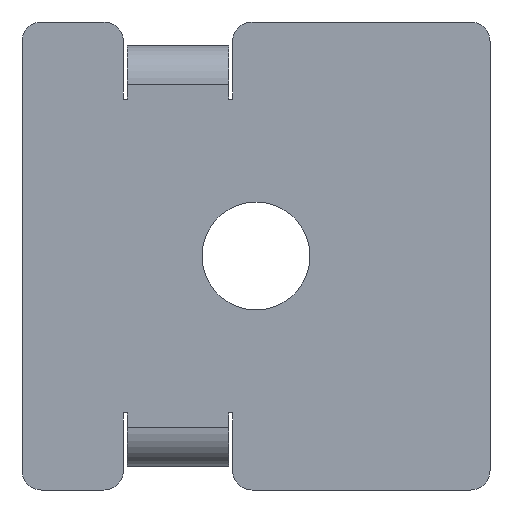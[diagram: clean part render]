
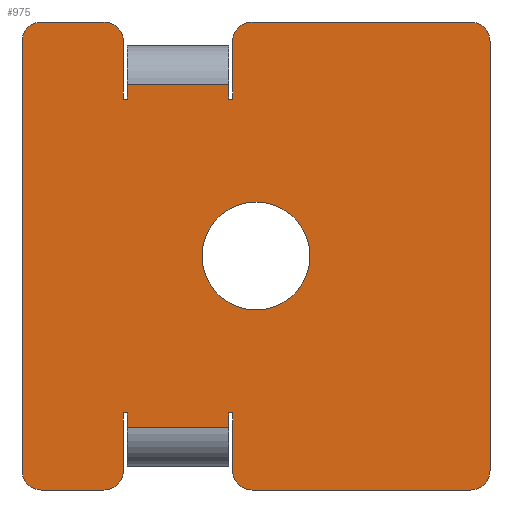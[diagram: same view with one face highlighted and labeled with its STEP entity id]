
A CAD part, left-side view. The second image highlights one B-rep face of the part: STEP entity #975.
In plain terms, the highlighted planar face has unit normal (-1, 0, 0).
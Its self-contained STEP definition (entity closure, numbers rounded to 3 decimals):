
#16=FACE_BOUND('',#117,.T.);
#28=PLANE('',#1066);
#60=FACE_OUTER_BOUND('',#116,.T.);
#116=EDGE_LOOP('',(#699,#700,#701,#702,#703,#704,#705,#706,#707,#708,#709,
#710,#711,#712,#713,#714,#715,#716,#717,#718,#719,#720,#721,#722,#723,#724,
#725,#726));
#117=EDGE_LOOP('',(#727));
#179=LINE('',#1479,#272);
#197=LINE('',#1544,#290);
#199=LINE('',#1550,#292);
#200=LINE('',#1553,#293);
#201=LINE('',#1557,#294);
#202=LINE('',#1559,#295);
#203=LINE('',#1561,#296);
#204=LINE('',#1565,#297);
#205=LINE('',#1569,#298);
#206=LINE('',#1573,#299);
#207=LINE('',#1577,#300);
#208=LINE('',#1581,#301);
#209=LINE('',#1585,#302);
#210=LINE('',#1587,#303);
#211=LINE('',#1589,#304);
#212=LINE('',#1592,#305);
#272=VECTOR('',#1167,10.);
#290=VECTOR('',#1219,10.);
#292=VECTOR('',#1225,10.);
#293=VECTOR('',#1228,10.);
#294=VECTOR('',#1231,10.);
#295=VECTOR('',#1232,10.);
#296=VECTOR('',#1233,10.);
#297=VECTOR('',#1236,10.);
#298=VECTOR('',#1239,10.);
#299=VECTOR('',#1242,10.);
#300=VECTOR('',#1245,10.);
#301=VECTOR('',#1248,10.);
#302=VECTOR('',#1251,10.);
#303=VECTOR('',#1252,10.);
#304=VECTOR('',#1253,10.);
#305=VECTOR('',#1256,10.);
#362=CIRCLE('',#1047,2.5);
#376=CIRCLE('',#1064,2.5);
#377=CIRCLE('',#1067,2.5);
#378=CIRCLE('',#1068,2.5);
#379=CIRCLE('',#1069,0.25);
#380=CIRCLE('',#1070,0.25);
#381=CIRCLE('',#1071,2.5);
#382=CIRCLE('',#1072,2.5);
#383=CIRCLE('',#1073,2.5);
#384=CIRCLE('',#1074,2.5);
#385=CIRCLE('',#1075,0.25);
#386=CIRCLE('',#1076,0.25);
#387=CIRCLE('',#1077,6.918);
#416=VERTEX_POINT('',#1469);
#417=VERTEX_POINT('',#1471);
#419=VERTEX_POINT('',#1477);
#447=VERTEX_POINT('',#1537);
#448=VERTEX_POINT('',#1538);
#449=VERTEX_POINT('',#1543);
#450=VERTEX_POINT('',#1547);
#451=VERTEX_POINT('',#1549);
#452=VERTEX_POINT('',#1552);
#453=VERTEX_POINT('',#1554);
#454=VERTEX_POINT('',#1556);
#455=VERTEX_POINT('',#1558);
#456=VERTEX_POINT('',#1560);
#457=VERTEX_POINT('',#1562);
#458=VERTEX_POINT('',#1564);
#459=VERTEX_POINT('',#1566);
#460=VERTEX_POINT('',#1568);
#461=VERTEX_POINT('',#1570);
#462=VERTEX_POINT('',#1572);
#463=VERTEX_POINT('',#1574);
#464=VERTEX_POINT('',#1576);
#465=VERTEX_POINT('',#1578);
#466=VERTEX_POINT('',#1580);
#467=VERTEX_POINT('',#1582);
#468=VERTEX_POINT('',#1584);
#469=VERTEX_POINT('',#1586);
#470=VERTEX_POINT('',#1588);
#471=VERTEX_POINT('',#1590);
#472=VERTEX_POINT('',#1593);
#509=EDGE_CURVE('',#416,#417,#362,.T.);
#513=EDGE_CURVE('',#419,#416,#179,.T.);
#542=EDGE_CURVE('',#447,#448,#376,.T.);
#545=EDGE_CURVE('',#448,#449,#197,.T.);
#547=EDGE_CURVE('',#450,#419,#377,.T.);
#548=EDGE_CURVE('',#451,#450,#199,.T.);
#549=EDGE_CURVE('',#449,#451,#378,.T.);
#550=EDGE_CURVE('',#447,#452,#200,.T.);
#551=EDGE_CURVE('',#452,#453,#379,.T.);
#552=EDGE_CURVE('',#453,#454,#201,.T.);
#553=EDGE_CURVE('',#454,#455,#202,.T.);
#554=EDGE_CURVE('',#455,#456,#203,.T.);
#555=EDGE_CURVE('',#456,#457,#380,.T.);
#556=EDGE_CURVE('',#457,#458,#204,.T.);
#557=EDGE_CURVE('',#459,#458,#381,.T.);
#558=EDGE_CURVE('',#460,#459,#205,.T.);
#559=EDGE_CURVE('',#461,#460,#382,.T.);
#560=EDGE_CURVE('',#462,#461,#206,.T.);
#561=EDGE_CURVE('',#463,#462,#383,.T.);
#562=EDGE_CURVE('',#464,#463,#207,.T.);
#563=EDGE_CURVE('',#465,#464,#384,.T.);
#564=EDGE_CURVE('',#465,#466,#208,.T.);
#565=EDGE_CURVE('',#466,#467,#385,.T.);
#566=EDGE_CURVE('',#467,#468,#209,.T.);
#567=EDGE_CURVE('',#468,#469,#210,.T.);
#568=EDGE_CURVE('',#469,#470,#211,.T.);
#569=EDGE_CURVE('',#470,#471,#386,.T.);
#570=EDGE_CURVE('',#471,#417,#212,.T.);
#571=EDGE_CURVE('',#472,#472,#387,.T.);
#699=ORIENTED_EDGE('',*,*,#509,.F.);
#700=ORIENTED_EDGE('',*,*,#513,.F.);
#701=ORIENTED_EDGE('',*,*,#547,.F.);
#702=ORIENTED_EDGE('',*,*,#548,.F.);
#703=ORIENTED_EDGE('',*,*,#549,.F.);
#704=ORIENTED_EDGE('',*,*,#545,.F.);
#705=ORIENTED_EDGE('',*,*,#542,.F.);
#706=ORIENTED_EDGE('',*,*,#550,.T.);
#707=ORIENTED_EDGE('',*,*,#551,.T.);
#708=ORIENTED_EDGE('',*,*,#552,.T.);
#709=ORIENTED_EDGE('',*,*,#553,.T.);
#710=ORIENTED_EDGE('',*,*,#554,.T.);
#711=ORIENTED_EDGE('',*,*,#555,.T.);
#712=ORIENTED_EDGE('',*,*,#556,.T.);
#713=ORIENTED_EDGE('',*,*,#557,.F.);
#714=ORIENTED_EDGE('',*,*,#558,.F.);
#715=ORIENTED_EDGE('',*,*,#559,.F.);
#716=ORIENTED_EDGE('',*,*,#560,.F.);
#717=ORIENTED_EDGE('',*,*,#561,.F.);
#718=ORIENTED_EDGE('',*,*,#562,.F.);
#719=ORIENTED_EDGE('',*,*,#563,.F.);
#720=ORIENTED_EDGE('',*,*,#564,.T.);
#721=ORIENTED_EDGE('',*,*,#565,.T.);
#722=ORIENTED_EDGE('',*,*,#566,.T.);
#723=ORIENTED_EDGE('',*,*,#567,.T.);
#724=ORIENTED_EDGE('',*,*,#568,.T.);
#725=ORIENTED_EDGE('',*,*,#569,.T.);
#726=ORIENTED_EDGE('',*,*,#570,.T.);
#727=ORIENTED_EDGE('',*,*,#571,.T.);
#975=ADVANCED_FACE('',(#60,#16),#28,.F.);
#1047=AXIS2_PLACEMENT_3D('',#1472,#1160,#1161);
#1064=AXIS2_PLACEMENT_3D('',#1539,#1213,#1214);
#1066=AXIS2_PLACEMENT_3D('',#1546,#1221,#1222);
#1067=AXIS2_PLACEMENT_3D('',#1548,#1223,#1224);
#1068=AXIS2_PLACEMENT_3D('',#1551,#1226,#1227);
#1069=AXIS2_PLACEMENT_3D('',#1555,#1229,#1230);
#1070=AXIS2_PLACEMENT_3D('',#1563,#1234,#1235);
#1071=AXIS2_PLACEMENT_3D('',#1567,#1237,#1238);
#1072=AXIS2_PLACEMENT_3D('',#1571,#1240,#1241);
#1073=AXIS2_PLACEMENT_3D('',#1575,#1243,#1244);
#1074=AXIS2_PLACEMENT_3D('',#1579,#1246,#1247);
#1075=AXIS2_PLACEMENT_3D('',#1583,#1249,#1250);
#1076=AXIS2_PLACEMENT_3D('',#1591,#1254,#1255);
#1077=AXIS2_PLACEMENT_3D('',#1594,#1257,#1258);
#1160=DIRECTION('center_axis',(1.,0.,0.));
#1161=DIRECTION('ref_axis',(0.,-0.707,0.707));
#1167=DIRECTION('',(0.,-1.,0.));
#1213=DIRECTION('center_axis',(1.,0.,0.));
#1214=DIRECTION('ref_axis',(0.,-0.707,-0.707));
#1219=DIRECTION('',(0.,1.,0.));
#1221=DIRECTION('center_axis',(1.,0.,0.));
#1222=DIRECTION('ref_axis',(0.,0.,-1.));
#1223=DIRECTION('center_axis',(1.,0.,0.));
#1224=DIRECTION('ref_axis',(0.,0.707,0.707));
#1225=DIRECTION('',(0.,0.,1.));
#1226=DIRECTION('center_axis',(1.,0.,0.));
#1227=DIRECTION('ref_axis',(0.,0.707,-0.707));
#1228=DIRECTION('',(0.,0.,1.));
#1229=DIRECTION('center_axis',(1.,0.,0.));
#1230=DIRECTION('ref_axis',(0.,-1.,0.));
#1231=DIRECTION('',(0.,0.,-1.));
#1232=DIRECTION('',(0.,-1.,0.));
#1233=DIRECTION('',(0.,0.,1.));
#1234=DIRECTION('center_axis',(1.,0.,0.));
#1235=DIRECTION('ref_axis',(0.,1.,0.));
#1236=DIRECTION('',(0.,0.,-1.));
#1237=DIRECTION('center_axis',(1.,0.,0.));
#1238=DIRECTION('ref_axis',(0.,0.707,-0.707));
#1239=DIRECTION('',(0.,1.,0.));
#1240=DIRECTION('center_axis',(1.,0.,0.));
#1241=DIRECTION('ref_axis',(0.,-0.707,-0.707));
#1242=DIRECTION('',(0.,0.,-1.));
#1243=DIRECTION('center_axis',(1.,0.,0.));
#1244=DIRECTION('ref_axis',(0.,-0.707,0.707));
#1245=DIRECTION('',(0.,-1.,0.));
#1246=DIRECTION('center_axis',(1.,0.,0.));
#1247=DIRECTION('ref_axis',(0.,0.707,0.707));
#1248=DIRECTION('',(0.,0.,-1.));
#1249=DIRECTION('center_axis',(1.,0.,0.));
#1250=DIRECTION('ref_axis',(0.,1.,0.));
#1251=DIRECTION('',(0.,0.,1.));
#1252=DIRECTION('',(0.,1.,0.));
#1253=DIRECTION('',(0.,0.,-1.));
#1254=DIRECTION('center_axis',(1.,0.,0.));
#1255=DIRECTION('ref_axis',(0.,-1.,0.));
#1256=DIRECTION('',(0.,0.,1.));
#1257=DIRECTION('center_axis',(1.,0.,0.));
#1258=DIRECTION('ref_axis',(0.,0.,-1.));
#1469=CARTESIAN_POINT('',(0.,19.5,30.));
#1471=CARTESIAN_POINT('',(0.,17.,27.5));
#1472=CARTESIAN_POINT('Origin',(0.,19.5,27.5));
#1477=CARTESIAN_POINT('',(0.,27.5,30.));
#1479=CARTESIAN_POINT('',(0.,30.,30.));
#1537=CARTESIAN_POINT('',(0.,17.,-27.5));
#1538=CARTESIAN_POINT('',(0.,19.5,-30.));
#1539=CARTESIAN_POINT('Origin',(0.,19.5,-27.5));
#1543=CARTESIAN_POINT('',(0.,27.5,-30.));
#1544=CARTESIAN_POINT('',(0.,-30.,-30.));
#1546=CARTESIAN_POINT('Origin',(0.,0.,0.));
#1547=CARTESIAN_POINT('',(0.,30.,27.5));
#1548=CARTESIAN_POINT('Origin',(0.,27.5,27.5));
#1549=CARTESIAN_POINT('',(0.,30.,-27.5));
#1550=CARTESIAN_POINT('',(0.,30.,-30.));
#1551=CARTESIAN_POINT('Origin',(0.,27.5,-27.5));
#1552=CARTESIAN_POINT('',(0.,17.,-20.25));
#1553=CARTESIAN_POINT('',(0.,17.,-11.));
#1554=CARTESIAN_POINT('',(0.,16.5,-20.25));
#1555=CARTESIAN_POINT('Origin',(0.,16.75,-20.25));
#1556=CARTESIAN_POINT('',(0.,16.5,-22.));
#1557=CARTESIAN_POINT('',(0.,16.5,-10.125));
#1558=CARTESIAN_POINT('',(0.,3.5,-22.));
#1559=CARTESIAN_POINT('',(0.,8.5,-22.));
#1560=CARTESIAN_POINT('',(0.,3.5,-20.25));
#1561=CARTESIAN_POINT('',(0.,3.5,-11.));
#1562=CARTESIAN_POINT('',(0.,3.,-20.25));
#1563=CARTESIAN_POINT('Origin',(0.,3.25,-20.25));
#1564=CARTESIAN_POINT('',(0.,3.,-27.5));
#1565=CARTESIAN_POINT('',(0.,3.,-11.));
#1566=CARTESIAN_POINT('',(0.,0.5,-30.));
#1567=CARTESIAN_POINT('Origin',(0.,0.5,-27.5));
#1568=CARTESIAN_POINT('',(0.,-27.5,-30.));
#1569=CARTESIAN_POINT('',(0.,-30.,-30.));
#1570=CARTESIAN_POINT('',(0.,-30.,-27.5));
#1571=CARTESIAN_POINT('Origin',(0.,-27.5,-27.5));
#1572=CARTESIAN_POINT('',(0.,-30.,27.5));
#1573=CARTESIAN_POINT('',(0.,-30.,30.));
#1574=CARTESIAN_POINT('',(0.,-27.5,30.));
#1575=CARTESIAN_POINT('Origin',(0.,-27.5,27.5));
#1576=CARTESIAN_POINT('',(0.,0.5,30.));
#1577=CARTESIAN_POINT('',(0.,30.,30.));
#1578=CARTESIAN_POINT('',(0.,3.,27.5));
#1579=CARTESIAN_POINT('Origin',(0.,0.5,27.5));
#1580=CARTESIAN_POINT('',(0.,3.,20.25));
#1581=CARTESIAN_POINT('',(0.,3.,11.));
#1582=CARTESIAN_POINT('',(0.,3.5,20.25));
#1583=CARTESIAN_POINT('Origin',(0.,3.25,20.25));
#1584=CARTESIAN_POINT('',(0.,3.5,22.));
#1585=CARTESIAN_POINT('',(0.,3.5,10.125));
#1586=CARTESIAN_POINT('',(0.,16.5,22.));
#1587=CARTESIAN_POINT('',(0.,1.5,22.));
#1588=CARTESIAN_POINT('',(0.,16.5,20.25));
#1589=CARTESIAN_POINT('',(0.,16.5,11.));
#1590=CARTESIAN_POINT('',(0.,17.,20.25));
#1591=CARTESIAN_POINT('Origin',(0.,16.75,20.25));
#1592=CARTESIAN_POINT('',(0.,17.,11.));
#1593=CARTESIAN_POINT('',(0.,0.,6.918));
#1594=CARTESIAN_POINT('Origin',(0.,0.,0.));
